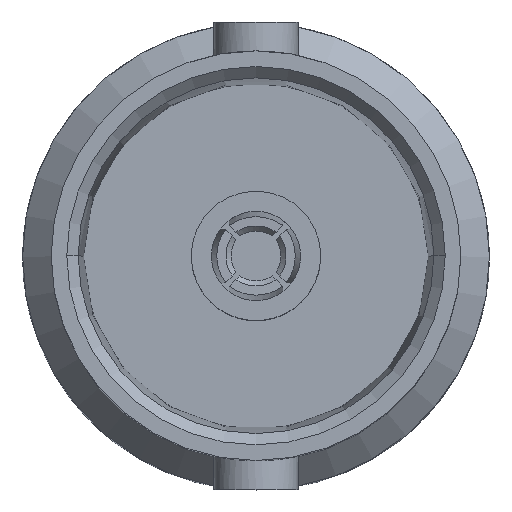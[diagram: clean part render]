
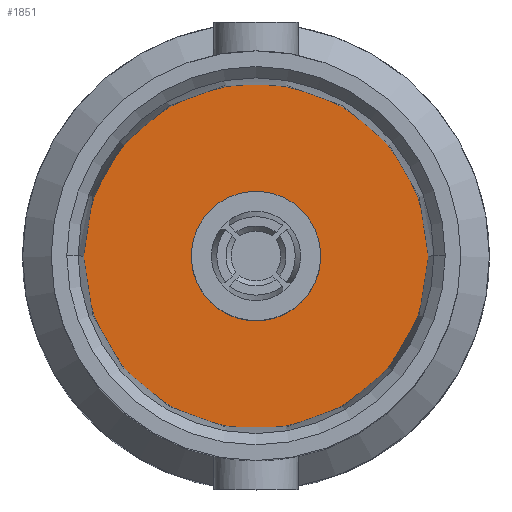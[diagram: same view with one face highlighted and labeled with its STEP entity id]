
A CAD part, top view. The second image highlights one B-rep face of the part: STEP entity #1851.
In plain terms, the highlighted planar face has unit normal (0, 0, 1).
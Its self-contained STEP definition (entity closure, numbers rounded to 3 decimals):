
#432=CARTESIAN_POINT('',(0.,0.,-8.407));
#433=DIRECTION('',(0.,0.,1.));
#434=DIRECTION('',(1.,0.,0.));
#435=AXIS2_PLACEMENT_3D('',#432,#433,#434);
#437=CARTESIAN_POINT('',(0.,0.,-8.407));
#438=DIRECTION('',(0.,0.,1.));
#439=DIRECTION('',(-1.,0.,0.));
#440=AXIS2_PLACEMENT_3D('',#437,#438,#439);
#442=CARTESIAN_POINT('',(0.,0.,-8.407));
#443=DIRECTION('',(0.,0.,1.));
#444=DIRECTION('',(0.,1.,0.));
#445=AXIS2_PLACEMENT_3D('',#442,#443,#444);
#447=CARTESIAN_POINT('',(0.,0.,-8.407));
#448=DIRECTION('',(0.,0.,-1.));
#449=DIRECTION('',(0.707,-0.707,0.));
#450=AXIS2_PLACEMENT_3D('',#447,#448,#449);
#452=CARTESIAN_POINT('',(0.,0.,-8.407));
#453=DIRECTION('',(0.,0.,-1.));
#454=DIRECTION('',(-0.707,0.707,0.));
#455=AXIS2_PLACEMENT_3D('',#452,#453,#454);
#1181=CARTESIAN_POINT('',(4.064,0.,-8.407));
#1182=CARTESIAN_POINT('',(0.,4.064,-8.407));
#1183=VERTEX_POINT('',#1181);
#1184=VERTEX_POINT('',#1182);
#1185=CARTESIAN_POINT('',(-4.064,0.,-8.407));
#1186=VERTEX_POINT('',#1185);
#1187=CARTESIAN_POINT('',(1.078,-1.078,-8.407));
#1188=CARTESIAN_POINT('',(-1.078,1.078,-8.407));
#1189=VERTEX_POINT('',#1187);
#1190=VERTEX_POINT('',#1188);
#1835=CARTESIAN_POINT('',(0.,0.,-8.407));
#1836=DIRECTION('',(0.,0.,1.));
#1837=DIRECTION('',(-1.,0.,0.));
#1838=AXIS2_PLACEMENT_3D('',#1835,#1836,#1837);
#1839=PLANE('',#1838);
#1840=ORIENTED_EDGE('',*,*,#1824,.F.);
#1841=ORIENTED_EDGE('',*,*,#1812,.F.);
#1842=ORIENTED_EDGE('',*,*,#1826,.F.);
#1843=EDGE_LOOP('',(#1840,#1841,#1842));
#1844=FACE_OUTER_BOUND('',#1843,.F.);
#1846=ORIENTED_EDGE('',*,*,#1845,.F.);
#1848=ORIENTED_EDGE('',*,*,#1847,.F.);
#1849=EDGE_LOOP('',(#1846,#1848));
#1850=FACE_BOUND('',#1849,.F.);
#1851=ADVANCED_FACE('',(#1844,#1850),#1839,.T.);
#436=CIRCLE('',#435,4.064);
#441=CIRCLE('',#440,4.064);
#446=CIRCLE('',#445,4.064);
#451=CIRCLE('',#450,1.524);
#456=CIRCLE('',#455,1.524);
#1812=EDGE_CURVE('',#1186,#1183,#441,.T.);
#1824=EDGE_CURVE('',#1183,#1184,#436,.T.);
#1826=EDGE_CURVE('',#1184,#1186,#446,.T.);
#1845=EDGE_CURVE('',#1189,#1190,#451,.T.);
#1847=EDGE_CURVE('',#1190,#1189,#456,.T.);
